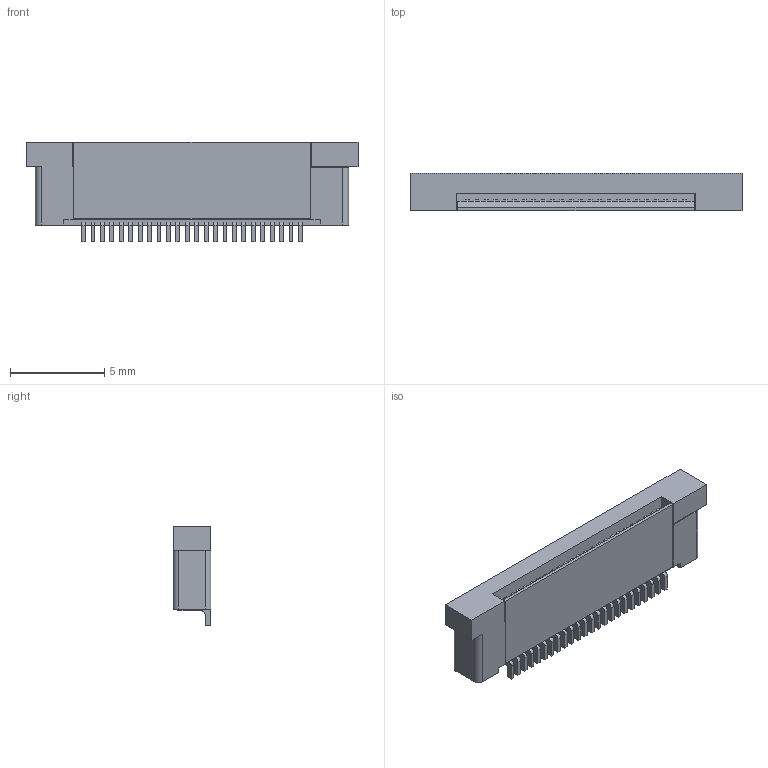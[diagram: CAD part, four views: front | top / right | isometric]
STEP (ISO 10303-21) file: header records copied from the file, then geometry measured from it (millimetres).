
FILE_DESCRIPTION(('STEP AP214'),'1');
FILE_NAME('x05b20l24t.stp','2021-05-10T08:45:16',('TraceParts'),('TraceParts S.A.'),'Spatial InterOp 3D',' ',' ');
FILE_SCHEMA(('AUTOMOTIVE_DESIGN { 1 0 10303 214 1 1 1 1 }'));
Length unit declared in the file: millimetre
Products named in the file (1): x05b20l24t
Bounding box: 17.6 x 2 x 5.3 mm (x, y, z)
Volume: 140.5 mm3; surface area: 355.8 mm2
Topology: 1 solids, 1 shells, 913 faces, 2573 edges, 1682 vertices
Faces by surface type: plane 807, cylinder 106
Entity records: 28954 total; most frequent: CARTESIAN_POINT 5169, ORIENTED_EDGE 5146, DIRECTION 4613, EDGE_CURVE 2573, LINE 2361, VECTOR 2361, VERTEX_POINT 1682, AXIS2_PLACEMENT_3D 1126
